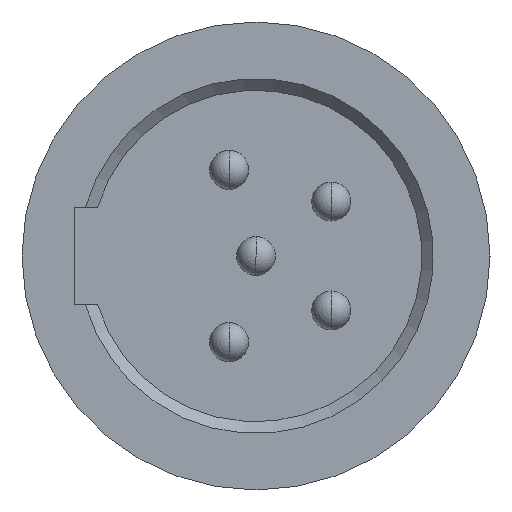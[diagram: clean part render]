
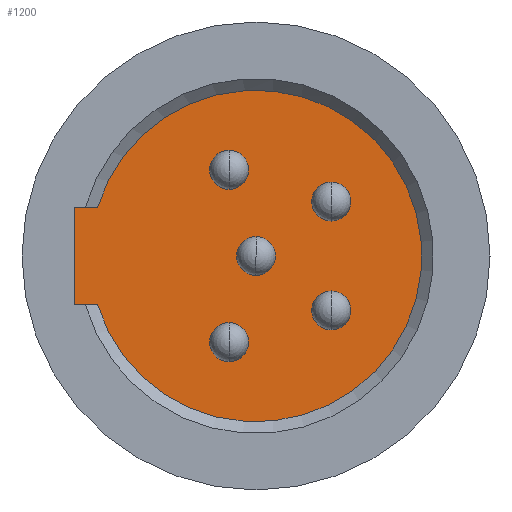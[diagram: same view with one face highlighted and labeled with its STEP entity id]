
A CAD part, left-side view. The second image highlights one B-rep face of the part: STEP entity #1200.
In plain terms, the highlighted planar face has unit normal (-1, 0, 0).
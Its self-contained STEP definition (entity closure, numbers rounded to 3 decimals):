
#309=CARTESIAN_POINT('',(9.3,0.,0.));
#310=DIRECTION('',(-1.,0.,0.));
#311=DIRECTION('',(0.,0.956,-0.294));
#312=AXIS2_PLACEMENT_3D('',#309,#310,#311);
#318=DIRECTION('',(0.,-1.,0.));
#319=VECTOR('',#318,0.588);
#320=CARTESIAN_POINT('',(9.3,4.65,-1.25));
#321=LINE('',#320,#319);
#322=DIRECTION('',(0.,0.,-1.));
#323=VECTOR('',#322,2.5);
#324=CARTESIAN_POINT('',(9.3,4.65,1.25));
#325=LINE('',#324,#323);
#326=DIRECTION('',(0.,1.,0.));
#327=VECTOR('',#326,0.588);
#328=CARTESIAN_POINT('',(9.3,4.062,1.25));
#329=LINE('',#328,#327);
#330=CARTESIAN_POINT('',(9.3,0.69,-2.21));
#331=DIRECTION('',(-1.,0.,0.));
#332=DIRECTION('',(0.,0.,1.));
#333=AXIS2_PLACEMENT_3D('',#330,#331,#332);
#335=CARTESIAN_POINT('',(9.3,0.69,-2.21));
#336=DIRECTION('',(-1.,0.,0.));
#337=DIRECTION('',(0.,0.,-1.));
#338=AXIS2_PLACEMENT_3D('',#335,#336,#337);
#340=CARTESIAN_POINT('',(9.3,0.69,2.21));
#341=DIRECTION('',(-1.,0.,0.));
#342=DIRECTION('',(0.,0.,1.));
#343=AXIS2_PLACEMENT_3D('',#340,#341,#342);
#345=CARTESIAN_POINT('',(9.3,0.69,2.21));
#346=DIRECTION('',(-1.,0.,0.));
#347=DIRECTION('',(0.,0.,-1.));
#348=AXIS2_PLACEMENT_3D('',#345,#346,#347);
#350=CARTESIAN_POINT('',(9.3,0.,0.));
#351=DIRECTION('',(-1.,0.,0.));
#352=DIRECTION('',(0.,0.,1.));
#353=AXIS2_PLACEMENT_3D('',#350,#351,#352);
#355=CARTESIAN_POINT('',(9.3,0.,0.));
#356=DIRECTION('',(-1.,0.,0.));
#357=DIRECTION('',(0.,0.,-1.));
#358=AXIS2_PLACEMENT_3D('',#355,#356,#357);
#360=CARTESIAN_POINT('',(9.3,-1.93,-1.395));
#361=DIRECTION('',(-1.,0.,0.));
#362=DIRECTION('',(0.,0.,1.));
#363=AXIS2_PLACEMENT_3D('',#360,#361,#362);
#365=CARTESIAN_POINT('',(9.3,-1.93,-1.395));
#366=DIRECTION('',(-1.,0.,0.));
#367=DIRECTION('',(0.,0.,-1.));
#368=AXIS2_PLACEMENT_3D('',#365,#366,#367);
#370=CARTESIAN_POINT('',(9.3,-1.93,1.395));
#371=DIRECTION('',(-1.,0.,0.));
#372=DIRECTION('',(0.,0.,1.));
#373=AXIS2_PLACEMENT_3D('',#370,#371,#372);
#375=CARTESIAN_POINT('',(9.3,-1.93,1.395));
#376=DIRECTION('',(-1.,0.,0.));
#377=DIRECTION('',(0.,0.,-1.));
#378=AXIS2_PLACEMENT_3D('',#375,#376,#377);
#552=CARTESIAN_POINT('',(9.3,4.65,1.25));
#553=CARTESIAN_POINT('',(9.3,4.65,-1.25));
#554=VERTEX_POINT('',#552);
#555=VERTEX_POINT('',#553);
#565=CARTESIAN_POINT('',(9.3,4.062,1.25));
#567=VERTEX_POINT('',#565);
#569=CARTESIAN_POINT('',(9.3,4.062,-1.25));
#571=VERTEX_POINT('',#569);
#572=CARTESIAN_POINT('',(9.3,0.69,-1.71));
#573=CARTESIAN_POINT('',(9.3,0.69,-2.71));
#574=VERTEX_POINT('',#572);
#575=VERTEX_POINT('',#573);
#576=CARTESIAN_POINT('',(9.3,0.69,2.71));
#577=CARTESIAN_POINT('',(9.3,0.69,1.71));
#578=VERTEX_POINT('',#576);
#579=VERTEX_POINT('',#577);
#580=CARTESIAN_POINT('',(9.3,0.,0.5));
#581=CARTESIAN_POINT('',(9.3,0.,-0.5));
#582=VERTEX_POINT('',#580);
#583=VERTEX_POINT('',#581);
#626=CARTESIAN_POINT('',(9.3,-1.93,-0.895));
#627=CARTESIAN_POINT('',(9.3,-1.93,-1.895));
#628=VERTEX_POINT('',#626);
#629=VERTEX_POINT('',#627);
#630=CARTESIAN_POINT('',(9.3,-1.93,1.895));
#631=CARTESIAN_POINT('',(9.3,-1.93,0.895));
#632=VERTEX_POINT('',#630);
#633=VERTEX_POINT('',#631);
#1159=CARTESIAN_POINT('',(9.3,0.,0.));
#1160=DIRECTION('',(1.,0.,0.));
#1161=DIRECTION('',(0.,-1.,0.));
#1162=AXIS2_PLACEMENT_3D('',#1159,#1160,#1161);
#1163=PLANE('',#1162);
#1164=ORIENTED_EDGE('',*,*,#1153,.F.);
#1165=ORIENTED_EDGE('',*,*,#1094,.F.);
#1166=ORIENTED_EDGE('',*,*,#1111,.F.);
#1167=ORIENTED_EDGE('',*,*,#1127,.F.);
#1168=EDGE_LOOP('',(#1164,#1165,#1166,#1167));
#1169=FACE_OUTER_BOUND('',#1168,.F.);
#1171=ORIENTED_EDGE('',*,*,#1170,.T.);
#1173=ORIENTED_EDGE('',*,*,#1172,.T.);
#1174=EDGE_LOOP('',(#1171,#1173));
#1175=FACE_BOUND('',#1174,.F.);
#1177=ORIENTED_EDGE('',*,*,#1176,.T.);
#1179=ORIENTED_EDGE('',*,*,#1178,.T.);
#1180=EDGE_LOOP('',(#1177,#1179));
#1181=FACE_BOUND('',#1180,.F.);
#1183=ORIENTED_EDGE('',*,*,#1182,.T.);
#1185=ORIENTED_EDGE('',*,*,#1184,.T.);
#1186=EDGE_LOOP('',(#1183,#1185));
#1187=FACE_BOUND('',#1186,.F.);
#1189=ORIENTED_EDGE('',*,*,#1188,.T.);
#1191=ORIENTED_EDGE('',*,*,#1190,.T.);
#1192=EDGE_LOOP('',(#1189,#1191));
#1193=FACE_BOUND('',#1192,.F.);
#1195=ORIENTED_EDGE('',*,*,#1194,.T.);
#1197=ORIENTED_EDGE('',*,*,#1196,.T.);
#1198=EDGE_LOOP('',(#1195,#1197));
#1199=FACE_BOUND('',#1198,.F.);
#313=CIRCLE('',#312,4.25);
#334=CIRCLE('',#333,0.5);
#339=CIRCLE('',#338,0.5);
#344=CIRCLE('',#343,0.5);
#349=CIRCLE('',#348,0.5);
#354=CIRCLE('',#353,0.5);
#359=CIRCLE('',#358,0.5);
#364=CIRCLE('',#363,0.5);
#369=CIRCLE('',#368,0.5);
#374=CIRCLE('',#373,0.5);
#379=CIRCLE('',#378,0.5);
#1094=EDGE_CURVE('',#555,#571,#321,.T.);
#1111=EDGE_CURVE('',#554,#555,#325,.T.);
#1127=EDGE_CURVE('',#567,#554,#329,.T.);
#1153=EDGE_CURVE('',#571,#567,#313,.T.);
#1170=EDGE_CURVE('',#574,#575,#334,.T.);
#1172=EDGE_CURVE('',#575,#574,#339,.T.);
#1176=EDGE_CURVE('',#578,#579,#344,.T.);
#1178=EDGE_CURVE('',#579,#578,#349,.T.);
#1182=EDGE_CURVE('',#582,#583,#354,.T.);
#1184=EDGE_CURVE('',#583,#582,#359,.T.);
#1188=EDGE_CURVE('',#628,#629,#364,.T.);
#1190=EDGE_CURVE('',#629,#628,#369,.T.);
#1194=EDGE_CURVE('',#632,#633,#374,.T.);
#1196=EDGE_CURVE('',#633,#632,#379,.T.);
#1200=ADVANCED_FACE('',(#1169,#1175,#1181,#1187,#1193,#1199),#1163,.F.);
